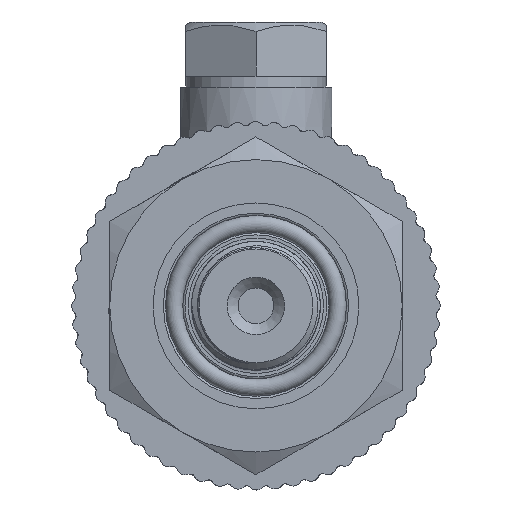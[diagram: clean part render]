
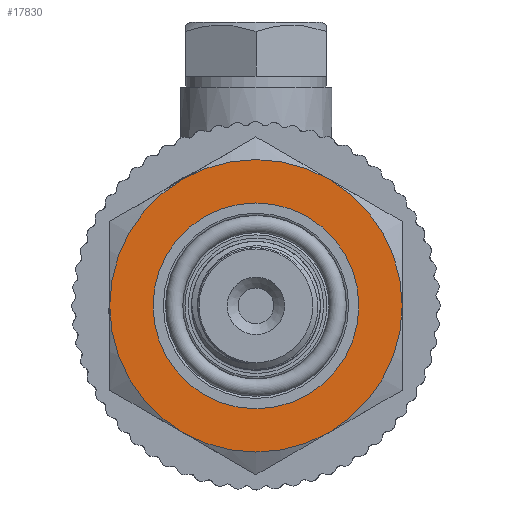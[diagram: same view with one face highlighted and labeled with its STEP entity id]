
A CAD part, left-side view. The second image highlights one B-rep face of the part: STEP entity #17830.
In plain terms, the highlighted face is planar.
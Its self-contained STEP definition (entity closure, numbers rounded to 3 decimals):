
#222=FACE_BOUND('',#2916,.T.);
#850=PLANE('',#19030);
#1865=FACE_OUTER_BOUND('',#2915,.T.);
#2915=EDGE_LOOP('',(#16488));
#2916=EDGE_LOOP('',(#16489));
#3465=CIRCLE('',#18993,13.5);
#3488=CIRCLE('',#19031,9.5);
#8260=VERTEX_POINT('',#56356);
#8278=VERTEX_POINT('',#56419);
#10986=EDGE_CURVE('',#8260,#8260,#3465,.T.);
#11016=EDGE_CURVE('',#8278,#8278,#3488,.T.);
#16488=ORIENTED_EDGE('',*,*,#10986,.T.);
#16489=ORIENTED_EDGE('',*,*,#11016,.F.);
#17830=ADVANCED_FACE('',(#1865,#222),#850,.T.);
#18993=AXIS2_PLACEMENT_3D('',#56357,#22082,#22083);
#19030=AXIS2_PLACEMENT_3D('',#56418,#22163,#22164);
#19031=AXIS2_PLACEMENT_3D('',#56420,#22165,#22166);
#22082=DIRECTION('center_axis',(1.,0.,0.));
#22083=DIRECTION('ref_axis',(0.,0.,-1.));
#22163=DIRECTION('center_axis',(1.,0.,0.));
#22164=DIRECTION('ref_axis',(0.,0.,-1.));
#22165=DIRECTION('center_axis',(1.,0.,0.));
#22166=DIRECTION('ref_axis',(0.,0.,-1.));
#56356=CARTESIAN_POINT('',(-14.,-13.5,0.));
#56357=CARTESIAN_POINT('Origin',(-14.,0.,0.));
#56418=CARTESIAN_POINT('Origin',(-14.,9.5,0.));
#56419=CARTESIAN_POINT('',(-14.,-9.5,0.));
#56420=CARTESIAN_POINT('Origin',(-14.,0.,0.));
